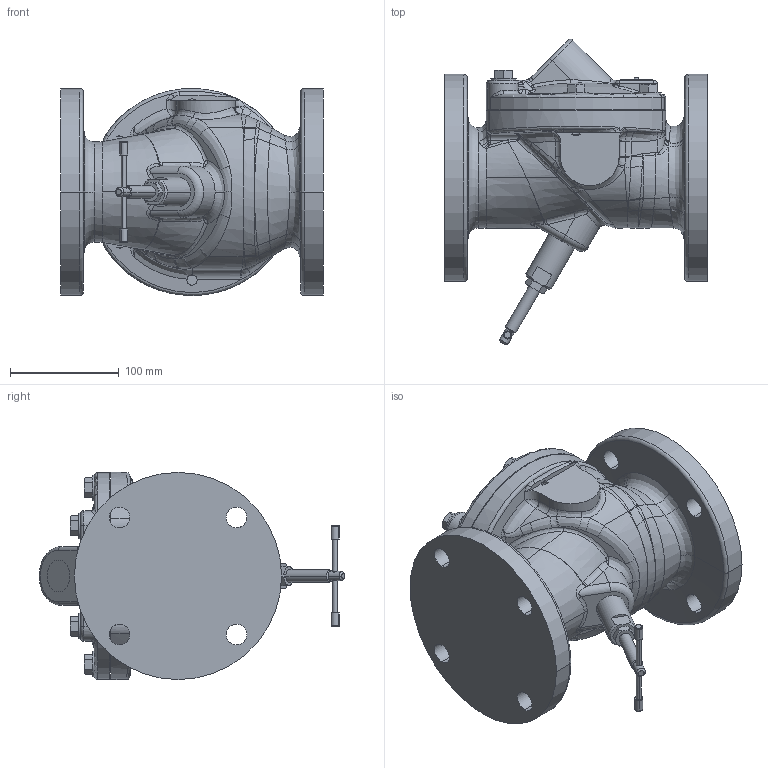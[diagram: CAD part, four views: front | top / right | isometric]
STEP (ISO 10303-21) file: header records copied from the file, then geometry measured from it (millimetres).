
FILE_DESCRIPTION((''),'2;1');
FILE_NAME('503ABF_SW0002','2020-07-23T13:41:48',('tomb'),(''),'CREO PARAMETRIC BY PTC INC, 2020053','CREO PARAMETRIC BY PTC INC, 2020053','');
FILE_SCHEMA(('CONFIG_CONTROL_DESIGN'));
Products named in the file (1): 503ABF_SW0002
Bounding box: 241.3 x 281.05 x 190.5 mm (x, y, z)
Volume: 2416720.7 mm3; surface area: 404759.1 mm2
Topology: 1 solids, 1 shells, 1079 faces, 2547 edges, 1505 vertices
Faces by surface type: bspline 490, cylinder 246, plane 185, cone 70, torus 60, sphere 28
Entity records: 73865 total; most frequent: CARTESIAN_POINT 52570, ORIENTED_EDGE 5078, DIRECTION 3525, EDGE_CURVE 2539, AXIS2_PLACEMENT_3D 1506, VERTEX_POINT 1505, EDGE_LOOP 1148, B_SPLINE_CURVE_WITH_KNOTS 1109
